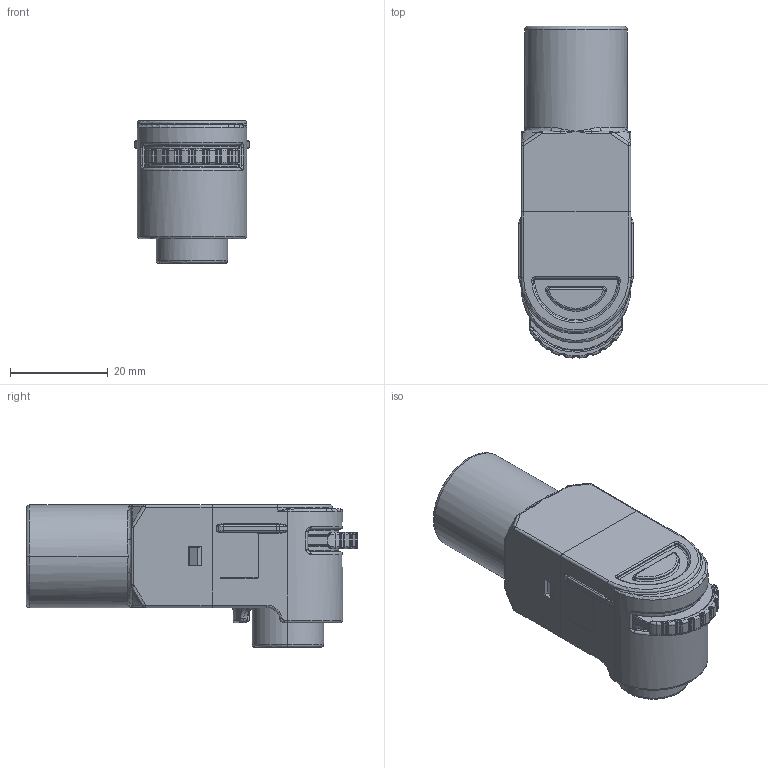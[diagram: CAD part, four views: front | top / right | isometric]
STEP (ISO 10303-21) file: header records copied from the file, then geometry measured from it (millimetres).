
FILE_DESCRIPTION(('CATIA V5 STEP Exchange','CAx-IF Rec.Pracs.--- Model Styling and Organization---1.4--- 2014-01-23'),'2;1');
FILE_NAME ('1492395-3_0', '2023-03-07T16:25:03+00:00', ('none'), ('Weidmueller'), 'CATIA Version 5-6 Release 2016 SP3 HF44', 'CATIA V5 STEP AP214', 'none');
FILE_SCHEMA(('AUTOMOTIVE_DESIGN { 1 0 10303 214 1 1 1 1 }'));
Length unit declared in the file: millimetre
Products named in the file (1): 2905360000
Bounding box: 23.4 x 67.83 x 29.1 mm (x, y, z)
Volume: 18993.8 mm3; surface area: 20904.9 mm2
Topology: 6 solids, 9 shells, 1584 faces, 4394 edges, 2697 vertices
Faces by surface type: bspline 408, cylinder 407, torus 359, plane 346, cone 54, sphere 10
Entity records: 65353 total; most frequent: CARTESIAN_POINT 31285, ORIENTED_EDGE 8664, DIRECTION 4631, EDGE_CURVE 4332, VERTEX_POINT 2697, AXIS2_PLACEMENT_3D 2306, EDGE_LOOP 1641, ADVANCED_FACE 1584
